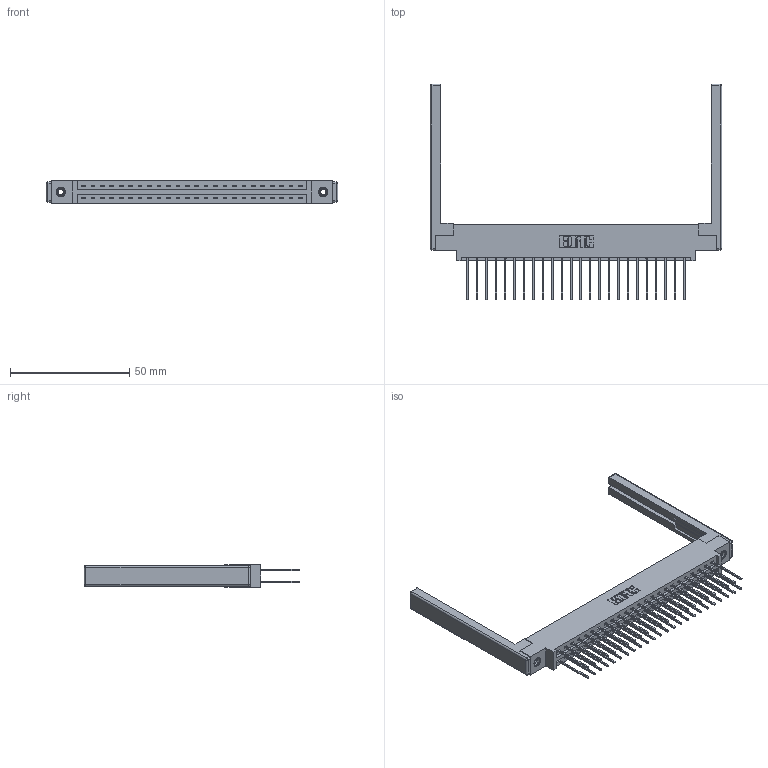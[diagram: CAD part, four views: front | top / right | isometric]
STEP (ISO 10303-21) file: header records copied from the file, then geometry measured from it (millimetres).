
FILE_DESCRIPTION (( 'STEP AP203' ), '1' );
FILE_NAME ('337-048-542-868.STEP', '2019-10-11T15:37:18', ( '' ), ( '' ), 'SwSTEP 2.0', 'SolidWorks 2016', '' );
FILE_SCHEMA (( 'CONFIG_CONTROL_DESIGN' ));
Length unit declared in the file: inch
Products named in the file (5): 337-048-542-868; 345-250-001_345-250-001-102; 307-220-068; 337 Part_0.170 Offset - 0.156 Dia-TI; 345-292-001_345-293-142
Assembly tree (53 placements, depth 2):
  337-048-542-868
    337 Part_0.170 Offset - 0.156 Dia-TI
    345-292-001_345-293-142  x48
    345-250-001_345-250-001-102  x2
    307-220-068  x2
Bounding box: 122.53 x 90.68 x 9.4 mm (x, y, z)
Volume: 17164.6 mm3; surface area: 19530.4 mm2
Topology: 53 solids, 53 shells, 2864 faces, 8441 edges, 5542 vertices
Faces by surface type: plane 1986, cylinder 854, cone 12, sphere 8, torus 4
Entity records: 23846 total; most frequent: CARTESIAN_POINT 3999, ORIENTED_EDGE 3924, DIRECTION 3504, EDGE_CURVE 1962, VECTOR 1784, LINE 1784, VERTEX_POINT 1298, AXIS2_PLACEMENT_3D 860
